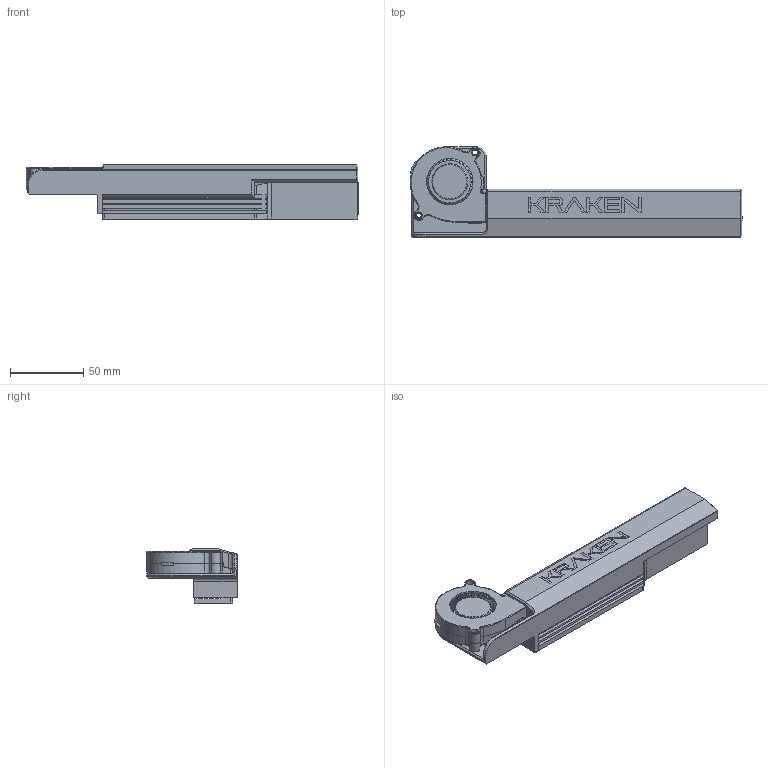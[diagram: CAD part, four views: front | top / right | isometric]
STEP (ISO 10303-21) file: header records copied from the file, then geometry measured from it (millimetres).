
FILE_DESCRIPTION(('FreeCAD Model'),'2;1');
FILE_NAME('Open CASCADE Shape Model','2026-01-31T21:36:27',( 'Lucas Langner'),('lionbit.com'),'Open CASCADE STEP processor 7.9', 'FreeCAD','Unknown');
FILE_SCHEMA(('AUTOMOTIVE_DESIGN { 1 0 10303 214 1 1 1 1 }'));
Length unit declared in the file: millimetre
Products named in the file (7): Kraken_Cooler_V2; Kraken_Cooler_V2.2; Kraken_Heatsink; Sunon MF50152VX-1L01C-Q99; TopCase; BottomCase; Impeller
Assembly tree (6 placements, depth 3):
  Kraken_Cooler_V2
    Kraken_Cooler_V2.2
    Kraken_Heatsink
    Sunon MF50152VX-1L01C-Q99
      TopCase
      BottomCase
      Impeller
Bounding box: 227.27 x 62 x 37 mm (x, y, z)
Volume: 129890.1 mm3; surface area: 108810.9 mm2
Topology: 5 solids, 5 shells, 637 faces, 1696 edges, 1083 vertices
Faces by surface type: plane 355, cylinder 205, cone 48, torus 22, extrusion 4, bspline 3
Full cylindrical faces by diameter (mm): 3.3 x2, 4.6 x4, 22.8 x1, 24.5 x1, 31.8 x1
Entity records: 21711 total; most frequent: CARTESIAN_POINT 5359, DIRECTION 3473, ORIENTED_EDGE 3392, EDGE_CURVE 1696, AXIS2_PLACEMENT_3D 1236, VERTEX_POINT 1083, VECTOR 1001, LINE 997
